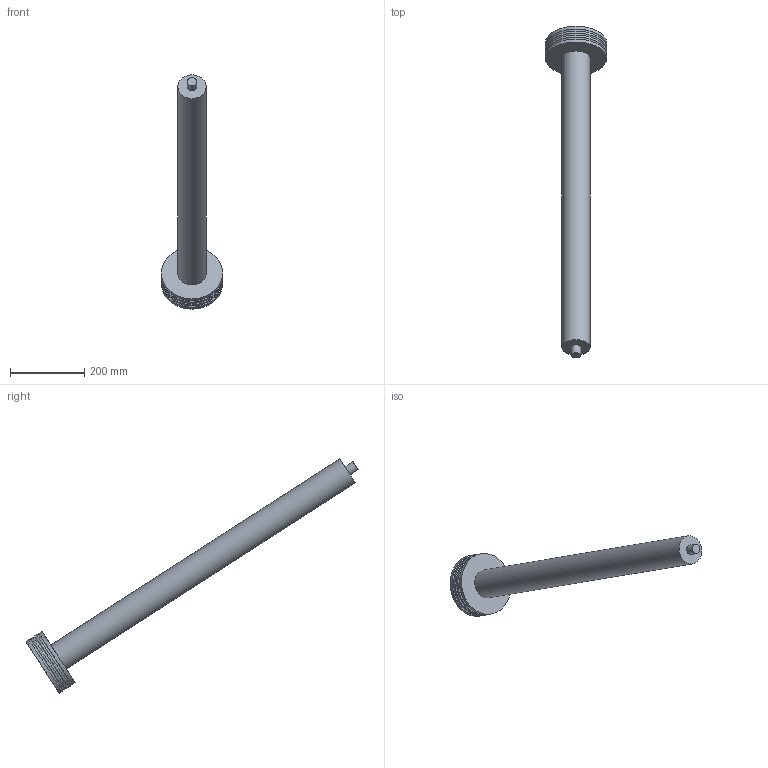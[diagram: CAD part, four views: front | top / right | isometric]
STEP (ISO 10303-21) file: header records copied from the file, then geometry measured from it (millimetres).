
FILE_DESCRIPTION( ( '' ), ' ' );
FILE_NAME( '5db2ff5777f365157ff11c21.step', '2019-10-25T13:57:43', ( '' ), ( '' ), ' ', ' ', ' ' );
FILE_SCHEMA( ( 'AUTOMOTIVE_DESIGN { 1 0 10303 214 1 1 1 1 }' ) );
Length unit declared in the file: metre
Products named in the file (1): Part 32
Bounding box: 165.1 x 893.03 x 630.07 mm (x, y, z)
Volume: 5294120.1 mm3; surface area: 297866.5 mm2
Topology: 1 solids, 1 shells, 13 faces, 26 edges, 17 vertices
Faces by surface type: cylinder 6, plane 4, torus 3
Full cylindrical faces by diameter (mm): 25.4 x1, 76.2 x1, 165.1 x4
Entity records: 374 total; most frequent: DIRECTION 52, CARTESIAN_POINT 38, AXIS2_PLACEMENT_3D 26, EDGE_LOOP 24, ORIENTED_EDGE 24, FACE_OUTER_BOUND 22, STYLED_ITEM 13, PRESENTATION_STYLE_ASSIGNMENT 13
